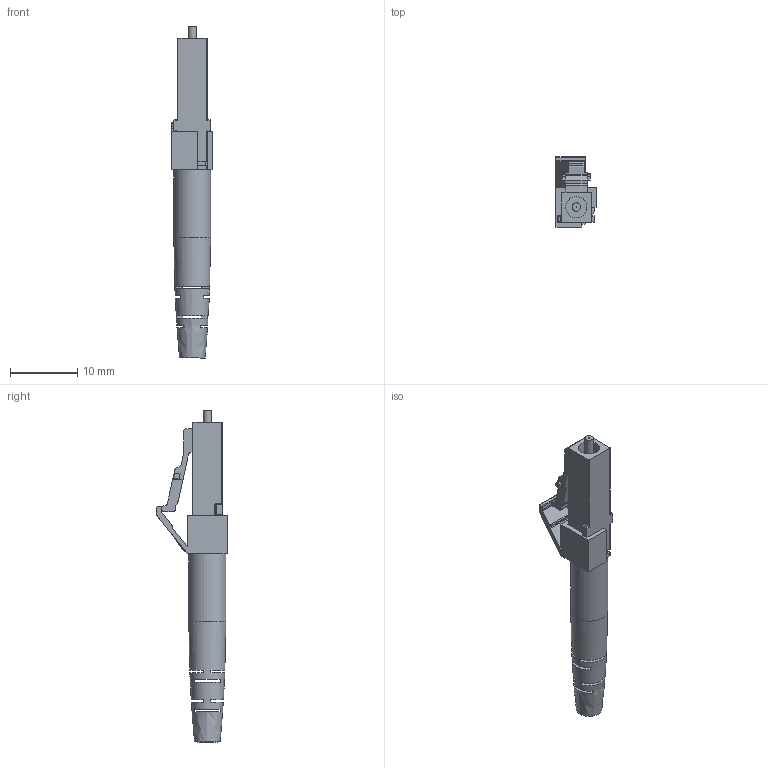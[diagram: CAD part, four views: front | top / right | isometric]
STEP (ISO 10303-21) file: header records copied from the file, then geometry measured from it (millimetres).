
FILE_DESCRIPTION(/* description */ (''),/* implementation_level */ '2;1');
FILE_NAME(/* name */ '00_LC_Duplex_Fiber_Connector.ipt.step',/* time_stamp */ '2022-11-29T07:43:02+01:00',/* author */ ('diederichbenedict'),/* organization */ (''),/* preprocessor_version */ 'ST-DEVELOPER v18.1',/* originating_system */ 'Autodesk Inventor 2022',/* authorisation */ '');
FILE_SCHEMA (('AUTOMOTIVE_DESIGN { 1 0 10303 214 3 1 1 }'));
Length unit declared in the file: millimetre
Products named in the file (1): 00_LC_Duplex_Fiber_Connector
Bounding box: 5.95 x 10.42 x 49.35 mm (x, y, z)
Volume: 833.4 mm3; surface area: 1599.9 mm2
Topology: 2 solids, 2 shells, 188 faces, 519 edges, 330 vertices
Faces by surface type: plane 110, cylinder 56, bspline 10, torus 8, sphere 4
Full cylindrical faces by diameter (mm): 0.062 x1, 1.25 x1, 2 x1, 3 x3, 3.15 x1, 5.5 x1
Entity records: 6589 total; most frequent: CARTESIAN_POINT 1642, ORIENTED_EDGE 1030, DIRECTION 1011, EDGE_CURVE 515, AXIS2_PLACEMENT_3D 341, VERTEX_POINT 330, LINE 329, VECTOR 329
